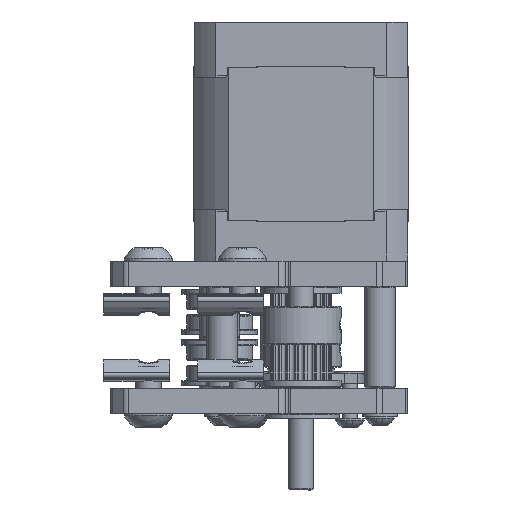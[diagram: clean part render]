
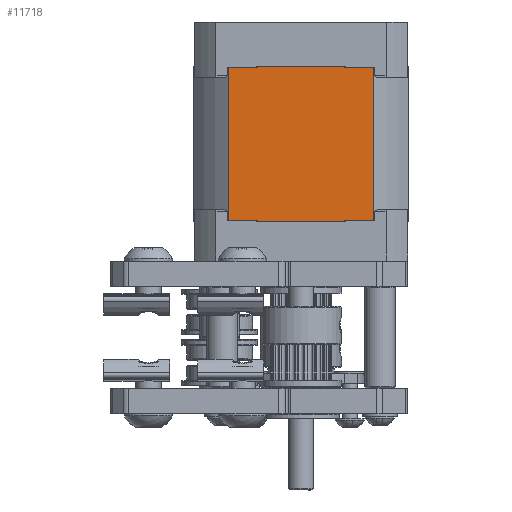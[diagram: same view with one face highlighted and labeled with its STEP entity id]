
A CAD part, left-side view. The second image highlights one B-rep face of the part: STEP entity #11718.
In plain terms, the highlighted planar face has unit normal (-1, 0, 0).
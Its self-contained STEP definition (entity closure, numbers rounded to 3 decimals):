
#790=PLANE('',#13183);
#1612=LINE('',#20971,#2464);
#1615=LINE('',#20982,#2467);
#1617=LINE('',#20991,#2469);
#1619=LINE('',#20995,#2471);
#1621=LINE('',#20998,#2473);
#1820=LINE('',#21672,#2672);
#1822=LINE('',#21679,#2674);
#1823=LINE('',#21681,#2675);
#1824=LINE('',#21683,#2676);
#1825=LINE('',#21685,#2677);
#1826=LINE('',#21687,#2678);
#1827=LINE('',#21688,#2679);
#2464=VECTOR('',#15546,30.2);
#2467=VECTOR('',#15555,0.1);
#2469=VECTOR('',#15563,0.1);
#2471=VECTOR('',#15569,5.724);
#2473=VECTOR('',#15573,5.724);
#2672=VECTOR('',#16228,17.012);
#2674=VECTOR('',#16236,0.1);
#2675=VECTOR('',#16237,5.724);
#2676=VECTOR('',#16238,30.2);
#2677=VECTOR('',#16239,5.724);
#2678=VECTOR('',#16240,0.1);
#2679=VECTOR('',#16241,17.012);
#3442=FACE_OUTER_BOUND('',#4160,.T.);
#4160=EDGE_LOOP('',(#10015,#10016,#10017,#10018,#10019,#10020,#10021,#10022,
#10023,#10024,#10025,#10026));
#5652=VERTEX_POINT('',#20968);
#5653=VERTEX_POINT('',#20970);
#5657=VERTEX_POINT('',#20979);
#5658=VERTEX_POINT('',#20981);
#5661=VERTEX_POINT('',#20988);
#5662=VERTEX_POINT('',#20990);
#5879=VERTEX_POINT('',#21670);
#5881=VERTEX_POINT('',#21678);
#5882=VERTEX_POINT('',#21680);
#5883=VERTEX_POINT('',#21682);
#5884=VERTEX_POINT('',#21684);
#5885=VERTEX_POINT('',#21686);
#6997=EDGE_CURVE('',#5653,#5652,#1612,.T.);
#7002=EDGE_CURVE('',#5658,#5657,#1615,.T.);
#7006=EDGE_CURVE('',#5662,#5661,#1617,.T.);
#7009=EDGE_CURVE('',#5652,#5662,#1619,.T.);
#7011=EDGE_CURVE('',#5657,#5653,#1621,.T.);
#7332=EDGE_CURVE('',#5661,#5879,#1820,.T.);
#7335=EDGE_CURVE('',#5879,#5881,#1822,.T.);
#7336=EDGE_CURVE('',#5882,#5881,#1823,.T.);
#7337=EDGE_CURVE('',#5883,#5882,#1824,.T.);
#7338=EDGE_CURVE('',#5884,#5883,#1825,.T.);
#7339=EDGE_CURVE('',#5884,#5885,#1826,.T.);
#7340=EDGE_CURVE('',#5885,#5658,#1827,.T.);
#10015=ORIENTED_EDGE('',*,*,#7332,.T.);
#10016=ORIENTED_EDGE('',*,*,#7335,.T.);
#10017=ORIENTED_EDGE('',*,*,#7336,.F.);
#10018=ORIENTED_EDGE('',*,*,#7337,.F.);
#10019=ORIENTED_EDGE('',*,*,#7338,.F.);
#10020=ORIENTED_EDGE('',*,*,#7339,.T.);
#10021=ORIENTED_EDGE('',*,*,#7340,.T.);
#10022=ORIENTED_EDGE('',*,*,#7002,.T.);
#10023=ORIENTED_EDGE('',*,*,#7011,.T.);
#10024=ORIENTED_EDGE('',*,*,#6997,.T.);
#10025=ORIENTED_EDGE('',*,*,#7009,.T.);
#10026=ORIENTED_EDGE('',*,*,#7006,.T.);
#11718=ADVANCED_FACE('',(#3442),#790,.T.);
#13183=AXIS2_PLACEMENT_3D('',#21677,#16234,#16235);
#15546=DIRECTION('',(0.,0.,-1.));
#15555=DIRECTION('',(0.,0.,-1.));
#15563=DIRECTION('',(0.,0.,-1.));
#15569=DIRECTION('',(0.,-1.,0.));
#15573=DIRECTION('',(0.,1.,0.));
#16228=DIRECTION('',(0.,-1.,0.));
#16234=DIRECTION('center_axis',(-1.,0.,0.));
#16235=DIRECTION('ref_axis',(0.,0.,1.));
#16236=DIRECTION('',(0.,0.,1.));
#16237=DIRECTION('',(0.,1.,0.));
#16238=DIRECTION('',(0.,0.,-1.));
#16239=DIRECTION('',(0.,-1.,0.));
#16240=DIRECTION('',(0.,0.,1.));
#16241=DIRECTION('',(0.,1.,0.));
#20968=CARTESIAN_POINT('',(-21.1,14.23,-19.54));
#20970=CARTESIAN_POINT('',(-21.1,14.23,10.66));
#20971=CARTESIAN_POINT('',(-21.1,14.23,10.66));
#20979=CARTESIAN_POINT('',(-21.1,8.506,10.66));
#20981=CARTESIAN_POINT('',(-21.1,8.506,10.76));
#20982=CARTESIAN_POINT('',(-21.1,8.506,10.76));
#20988=CARTESIAN_POINT('',(-21.1,8.506,-19.64));
#20990=CARTESIAN_POINT('',(-21.1,8.506,-19.54));
#20991=CARTESIAN_POINT('',(-21.1,8.506,-19.54));
#20995=CARTESIAN_POINT('',(-21.1,14.23,-19.54));
#20998=CARTESIAN_POINT('',(-21.1,8.506,10.66));
#21670=CARTESIAN_POINT('',(-21.1,-8.506,-19.64));
#21672=CARTESIAN_POINT('',(-21.1,8.506,-19.64));
#21677=CARTESIAN_POINT('Origin',(-21.1,-14.231,-19.641));
#21678=CARTESIAN_POINT('',(-21.1,-8.506,-19.54));
#21679=CARTESIAN_POINT('',(-21.1,-8.506,-19.64));
#21680=CARTESIAN_POINT('',(-21.1,-14.23,-19.54));
#21681=CARTESIAN_POINT('',(-21.1,-14.23,-19.54));
#21682=CARTESIAN_POINT('',(-21.1,-14.23,10.66));
#21683=CARTESIAN_POINT('',(-21.1,-14.23,10.66));
#21684=CARTESIAN_POINT('',(-21.1,-8.506,10.66));
#21685=CARTESIAN_POINT('',(-21.1,-8.506,10.66));
#21686=CARTESIAN_POINT('',(-21.1,-8.506,10.76));
#21687=CARTESIAN_POINT('',(-21.1,-8.506,10.66));
#21688=CARTESIAN_POINT('',(-21.1,-8.506,10.76));
